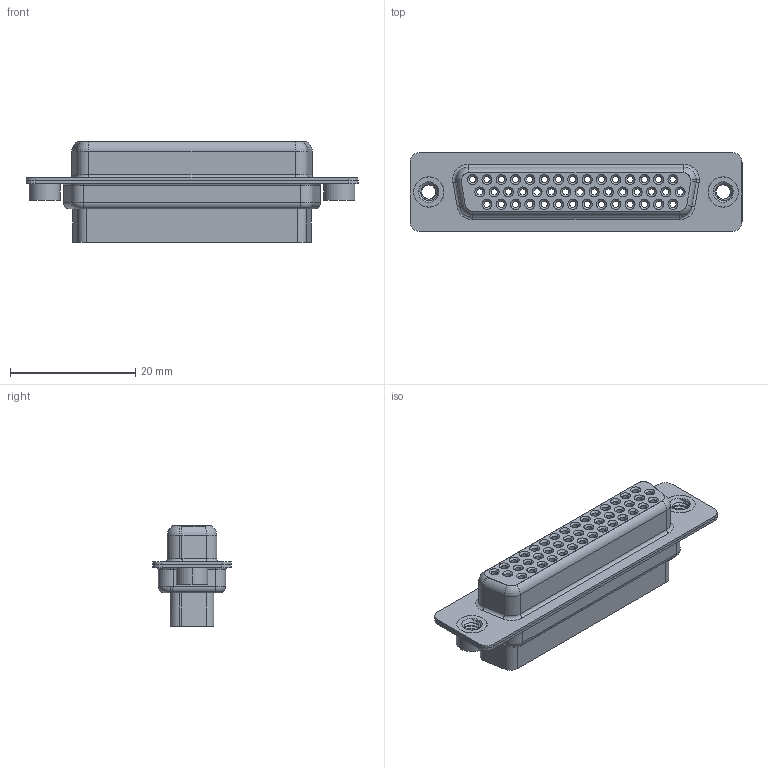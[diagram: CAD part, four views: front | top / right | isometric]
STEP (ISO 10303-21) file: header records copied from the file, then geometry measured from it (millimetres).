
FILE_DESCRIPTION (( 'STEP AP203' ), '1' );
FILE_NAME ('638-044-010-042.STEP', '2020-07-18T16:40:29', ( '' ), ( '' ), 'SwSTEP 2.0', 'SolidWorks 2020', '' );
FILE_SCHEMA (( 'CONFIG_CONTROL_DESIGN' ));
Length unit declared in the file: millimetre
Products named in the file (5): 638 Shell Rear_44 Contacts; 638 4-40 Threaded Rivet; 638 Shell Front_44 Contacts; 638-044-010-042; 638 Housing_44 Contacts HP
Assembly tree (5 placements, depth 2):
  638-044-010-042
    638 Housing_44 Contacts HP
    638 Shell Front_44 Contacts
    638 Shell Rear_44 Contacts
    638 4-40 Threaded Rivet  x2
Bounding box: 53.04 x 12.6 x 16.1 mm (x, y, z)
Volume: 3478.4 mm3; surface area: 9541.5 mm2
Topology: 5 solids, 5 shells, 851 faces, 1917 edges, 1219 vertices
Faces by surface type: cylinder 489, plane 199, cone 100, torus 57, bspline 6
Entity records: 25337 total; most frequent: CARTESIAN_POINT 5490, DIRECTION 4476, ORIENTED_EDGE 3672, AXIS2_PLACEMENT_3D 1894, EDGE_CURVE 1836, VERTEX_POINT 1167, CIRCLE 1071, EDGE_LOOP 1061
